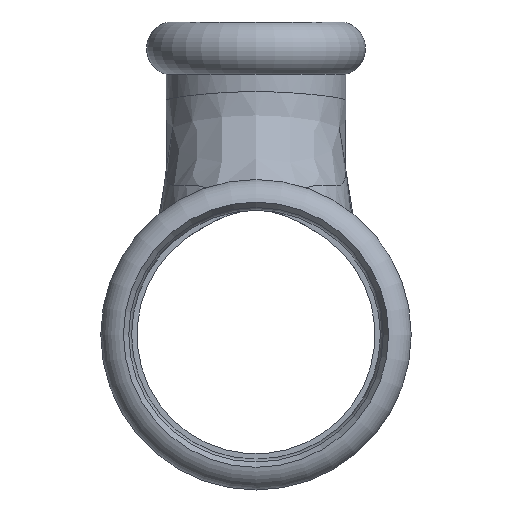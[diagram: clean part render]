
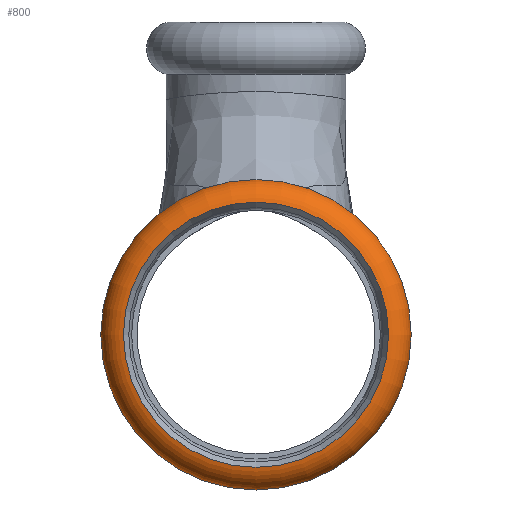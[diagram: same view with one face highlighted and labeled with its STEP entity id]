
A CAD part, left-side view. The second image highlights one B-rep face of the part: STEP entity #800.
In plain terms, the highlighted toroidal (fillet/blend) face has major radius 18.097 mm and minor radius 3.755 mm.
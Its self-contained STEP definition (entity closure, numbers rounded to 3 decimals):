
#131=FACE_OUTER_BOUND('',#171,.T.);
#171=EDGE_LOOP('',(#542,#543,#544,#545,#546,#547,#548,#549));
#227=CIRCLE('',#878,19.2);
#228=CIRCLE('',#879,19.2);
#229=CIRCLE('',#880,3.755);
#230=CIRCLE('',#881,18.65);
#231=CIRCLE('',#882,18.65);
#232=CIRCLE('',#883,18.65);
#233=CIRCLE('',#884,19.2);
#297=VERTEX_POINT('',#1212);
#298=VERTEX_POINT('',#1213);
#299=VERTEX_POINT('',#1215);
#300=VERTEX_POINT('',#1217);
#301=VERTEX_POINT('',#1219);
#302=VERTEX_POINT('',#1221);
#398=EDGE_CURVE('',#297,#298,#227,.T.);
#399=EDGE_CURVE('',#299,#297,#228,.T.);
#400=EDGE_CURVE('',#299,#300,#229,.T.);
#401=EDGE_CURVE('',#300,#301,#230,.T.);
#402=EDGE_CURVE('',#301,#302,#231,.T.);
#403=EDGE_CURVE('',#302,#300,#232,.T.);
#404=EDGE_CURVE('',#298,#299,#233,.T.);
#542=ORIENTED_EDGE('',*,*,#398,.F.);
#543=ORIENTED_EDGE('',*,*,#399,.F.);
#544=ORIENTED_EDGE('',*,*,#400,.T.);
#545=ORIENTED_EDGE('',*,*,#401,.T.);
#546=ORIENTED_EDGE('',*,*,#402,.T.);
#547=ORIENTED_EDGE('',*,*,#403,.T.);
#548=ORIENTED_EDGE('',*,*,#400,.F.);
#549=ORIENTED_EDGE('',*,*,#404,.F.);
#789=TOROIDAL_SURFACE('',#877,18.097,3.755);
#800=ADVANCED_FACE('',(#131),#789,.T.);
#877=AXIS2_PLACEMENT_3D('',#1211,#1002,#1003);
#878=AXIS2_PLACEMENT_3D('',#1214,#1004,#1005);
#879=AXIS2_PLACEMENT_3D('',#1216,#1006,#1007);
#880=AXIS2_PLACEMENT_3D('',#1218,#1008,#1009);
#881=AXIS2_PLACEMENT_3D('',#1220,#1010,#1011);
#882=AXIS2_PLACEMENT_3D('',#1222,#1012,#1013);
#883=AXIS2_PLACEMENT_3D('',#1223,#1014,#1015);
#884=AXIS2_PLACEMENT_3D('',#1224,#1016,#1017);
#1002=DIRECTION('center_axis',(1.,0.,0.));
#1003=DIRECTION('ref_axis',(0.,0.,1.));
#1004=DIRECTION('center_axis',(1.,0.,0.));
#1005=DIRECTION('ref_axis',(0.,1.,0.));
#1006=DIRECTION('center_axis',(1.,0.,0.));
#1007=DIRECTION('ref_axis',(0.,1.,0.));
#1008=DIRECTION('center_axis',(0.,1.,0.));
#1009=DIRECTION('ref_axis',(0.,0.,-1.));
#1010=DIRECTION('center_axis',(1.,0.,0.));
#1011=DIRECTION('ref_axis',(0.,1.,0.));
#1012=DIRECTION('center_axis',(1.,0.,0.));
#1013=DIRECTION('ref_axis',(0.,1.,0.));
#1014=DIRECTION('center_axis',(1.,0.,0.));
#1015=DIRECTION('ref_axis',(0.,1.,0.));
#1016=DIRECTION('center_axis',(1.,0.,0.));
#1017=DIRECTION('ref_axis',(0.,1.,0.));
#1211=CARTESIAN_POINT('Origin',(-46.286,0.,0.));
#1212=CARTESIAN_POINT('',(-42.697,19.2,0.));
#1213=CARTESIAN_POINT('',(-42.697,-19.2,0.));
#1214=CARTESIAN_POINT('Origin',(-42.697,0.,0.));
#1215=CARTESIAN_POINT('',(-42.697,0.,-19.2));
#1216=CARTESIAN_POINT('Origin',(-42.697,0.,0.));
#1217=CARTESIAN_POINT('',(-50.,0.,-18.65));
#1218=CARTESIAN_POINT('Origin',(-46.286,0.,
-18.097));
#1219=CARTESIAN_POINT('',(-50.,18.65,0.));
#1220=CARTESIAN_POINT('Origin',(-50.,0.,0.));
#1221=CARTESIAN_POINT('',(-50.,-18.65,0.));
#1222=CARTESIAN_POINT('Origin',(-50.,0.,0.));
#1223=CARTESIAN_POINT('Origin',(-50.,0.,0.));
#1224=CARTESIAN_POINT('Origin',(-42.697,0.,0.));
